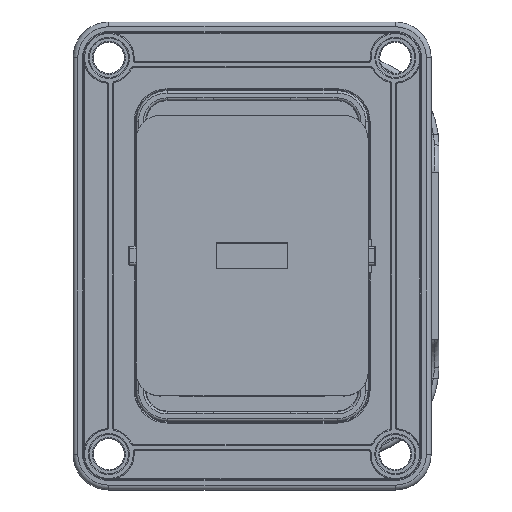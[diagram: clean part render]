
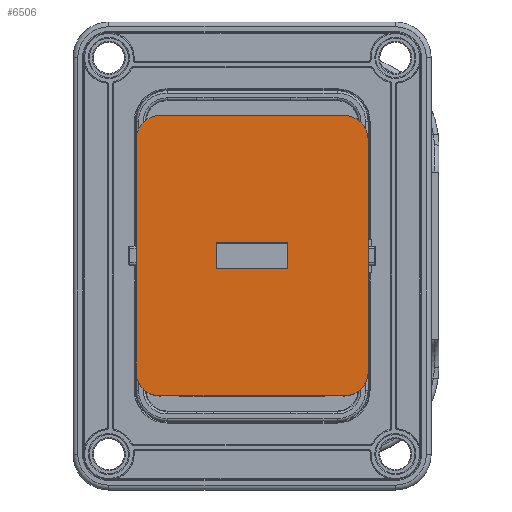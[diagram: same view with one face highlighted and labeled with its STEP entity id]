
A CAD part, top view. The second image highlights one B-rep face of the part: STEP entity #6506.
In plain terms, the highlighted planar face has unit normal (0, 0, 1).
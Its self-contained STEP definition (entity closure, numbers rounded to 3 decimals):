
#5069=CARTESIAN_POINT('',(19.3,24.35,59.95));
#5070=DIRECTION('',(0.,0.,1.));
#5071=DIRECTION('',(1.,0.,0.));
#5072=AXIS2_PLACEMENT_3D('',#5069,#5070,#5071);
#5074=DIRECTION('',(0.,1.,0.));
#5075=VECTOR('',#5074,48.7);
#5076=CARTESIAN_POINT('',(24.3,-24.35,59.95));
#5077=LINE('',#5076,#5075);
#5078=CARTESIAN_POINT('',(19.3,-24.35,59.95));
#5079=DIRECTION('',(0.,0.,1.));
#5080=DIRECTION('',(0.,-1.,0.));
#5081=AXIS2_PLACEMENT_3D('',#5078,#5079,#5080);
#5083=DIRECTION('',(1.,0.,0.));
#5084=VECTOR('',#5083,38.6);
#5085=CARTESIAN_POINT('',(-19.3,-29.35,59.95));
#5086=LINE('',#5085,#5084);
#5087=CARTESIAN_POINT('',(-19.3,-24.35,59.95));
#5088=DIRECTION('',(0.,0.,1.));
#5089=DIRECTION('',(-1.,0.,0.));
#5090=AXIS2_PLACEMENT_3D('',#5087,#5088,#5089);
#5092=DIRECTION('',(0.,-1.,0.));
#5093=VECTOR('',#5092,48.7);
#5094=CARTESIAN_POINT('',(-24.3,24.35,59.95));
#5095=LINE('',#5094,#5093);
#5096=CARTESIAN_POINT('',(-19.3,24.35,59.95));
#5097=DIRECTION('',(0.,0.,1.));
#5098=DIRECTION('',(0.,1.,0.));
#5099=AXIS2_PLACEMENT_3D('',#5096,#5097,#5098);
#5101=DIRECTION('',(-1.,0.,0.));
#5102=VECTOR('',#5101,38.6);
#5103=CARTESIAN_POINT('',(19.3,29.35,59.95));
#5104=LINE('',#5103,#5102);
#5105=DIRECTION('',(1.,0.,0.));
#5106=VECTOR('',#5105,15.);
#5107=CARTESIAN_POINT('',(-7.5,2.75,59.95));
#5108=LINE('',#5107,#5106);
#5109=DIRECTION('',(0.,1.,0.));
#5110=VECTOR('',#5109,5.5);
#5111=CARTESIAN_POINT('',(-7.5,-2.75,59.95));
#5112=LINE('',#5111,#5110);
#5113=DIRECTION('',(-1.,0.,0.));
#5114=VECTOR('',#5113,15.);
#5115=CARTESIAN_POINT('',(7.5,-2.75,59.95));
#5116=LINE('',#5115,#5114);
#5117=DIRECTION('',(0.,-1.,0.));
#5118=VECTOR('',#5117,5.5);
#5119=CARTESIAN_POINT('',(7.5,2.75,59.95));
#5120=LINE('',#5119,#5118);
#6011=CARTESIAN_POINT('',(-7.5,2.75,59.95));
#6012=CARTESIAN_POINT('',(7.5,2.75,59.95));
#6013=VERTEX_POINT('',#6011);
#6014=VERTEX_POINT('',#6012);
#6015=CARTESIAN_POINT('',(7.5,-2.75,59.95));
#6016=VERTEX_POINT('',#6015);
#6017=CARTESIAN_POINT('',(-7.5,-2.75,59.95));
#6018=VERTEX_POINT('',#6017);
#6019=CARTESIAN_POINT('',(24.3,24.35,59.95));
#6020=CARTESIAN_POINT('',(19.3,29.35,59.95));
#6021=VERTEX_POINT('',#6019);
#6022=VERTEX_POINT('',#6020);
#6023=CARTESIAN_POINT('',(-19.3,29.35,59.95));
#6024=VERTEX_POINT('',#6023);
#6025=CARTESIAN_POINT('',(-24.3,24.35,59.95));
#6026=VERTEX_POINT('',#6025);
#6027=CARTESIAN_POINT('',(-24.3,-24.35,59.95));
#6028=VERTEX_POINT('',#6027);
#6029=CARTESIAN_POINT('',(-19.3,-29.35,59.95));
#6030=VERTEX_POINT('',#6029);
#6031=CARTESIAN_POINT('',(19.3,-29.35,59.95));
#6032=VERTEX_POINT('',#6031);
#6033=CARTESIAN_POINT('',(24.3,-24.35,59.95));
#6034=VERTEX_POINT('',#6033);
#6479=CARTESIAN_POINT('',(0.,0.,59.95));
#6480=DIRECTION('',(0.,0.,1.));
#6481=DIRECTION('',(1.,0.,0.));
#6482=AXIS2_PLACEMENT_3D('',#6479,#6480,#6481);
#6483=PLANE('',#6482);
#6485=ORIENTED_EDGE('',*,*,#6484,.F.);
#6487=ORIENTED_EDGE('',*,*,#6486,.F.);
#6489=ORIENTED_EDGE('',*,*,#6488,.F.);
#6491=ORIENTED_EDGE('',*,*,#6490,.F.);
#6493=ORIENTED_EDGE('',*,*,#6492,.F.);
#6494=ORIENTED_EDGE('',*,*,#6146,.F.);
#6495=ORIENTED_EDGE('',*,*,#6183,.F.);
#6497=ORIENTED_EDGE('',*,*,#6496,.F.);
#6498=EDGE_LOOP('',(#6485,#6487,#6489,#6491,#6493,#6494,#6495,#6497));
#6499=FACE_OUTER_BOUND('',#6498,.F.);
#6500=ORIENTED_EDGE('',*,*,#6263,.F.);
#6501=ORIENTED_EDGE('',*,*,#6362,.F.);
#6502=ORIENTED_EDGE('',*,*,#6402,.F.);
#6503=ORIENTED_EDGE('',*,*,#6441,.F.);
#6504=EDGE_LOOP('',(#6500,#6501,#6502,#6503));
#6505=FACE_BOUND('',#6504,.F.);
#6506=ADVANCED_FACE('',(#6499,#6505),#6483,.T.);
#5073=CIRCLE('',#5072,5.);
#5082=CIRCLE('',#5081,5.);
#5091=CIRCLE('',#5090,5.);
#5100=CIRCLE('',#5099,5.);
#6146=EDGE_CURVE('',#6026,#6028,#5095,.T.);
#6183=EDGE_CURVE('',#6024,#6026,#5100,.T.);
#6263=EDGE_CURVE('',#6013,#6014,#5108,.T.);
#6362=EDGE_CURVE('',#6018,#6013,#5112,.T.);
#6402=EDGE_CURVE('',#6016,#6018,#5116,.T.);
#6441=EDGE_CURVE('',#6014,#6016,#5120,.T.);
#6484=EDGE_CURVE('',#6021,#6022,#5073,.T.);
#6486=EDGE_CURVE('',#6034,#6021,#5077,.T.);
#6488=EDGE_CURVE('',#6032,#6034,#5082,.T.);
#6490=EDGE_CURVE('',#6030,#6032,#5086,.T.);
#6492=EDGE_CURVE('',#6028,#6030,#5091,.T.);
#6496=EDGE_CURVE('',#6022,#6024,#5104,.T.);
